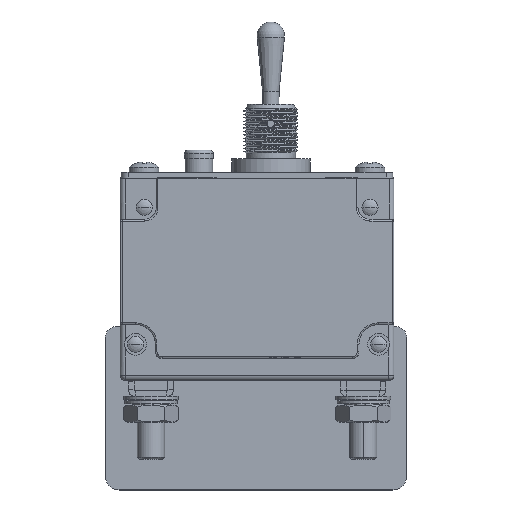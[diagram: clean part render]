
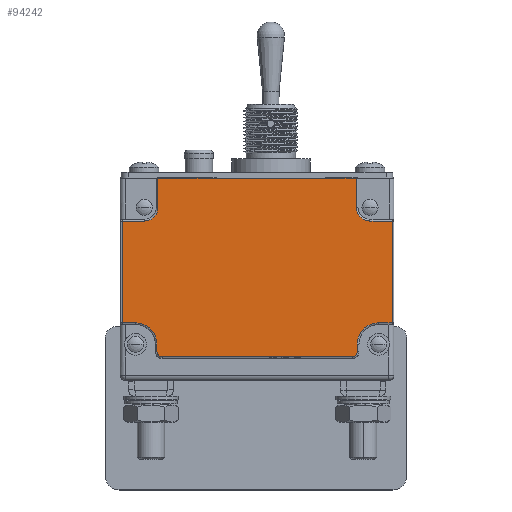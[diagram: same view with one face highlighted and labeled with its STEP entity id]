
A CAD part, top view. The second image highlights one B-rep face of the part: STEP entity #94242.
In plain terms, the highlighted planar face has unit normal (0, 0, 1).
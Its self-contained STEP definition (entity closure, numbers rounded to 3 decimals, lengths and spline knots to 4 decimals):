
#9058=DIRECTION('',(0.,1.,0.));
#9059=VECTOR('',#9058,0.9293);
#9060=CARTESIAN_POINT('',(1.1083,-1.1396,
0.372));
#9061=LINE('',#9060,#9059);
#9062=DIRECTION('',(1.,0.,0.));
#9063=VECTOR('',#9062,0.1233);
#9064=CARTESIAN_POINT('',(0.985,-1.1396,0.372));
#9065=LINE('',#9064,#9063);
#9066=CARTESIAN_POINT('',(0.985,-1.335,0.372));
#9067=DIRECTION('',(0.,0.,-1.));
#9068=DIRECTION('',(-1.,0.,0.));
#9069=AXIS2_PLACEMENT_3D('',#9066,#9067,#9068);
#9071=DIRECTION('',(0.,1.,0.));
#9072=VECTOR('',#9071,0.068);
#9073=CARTESIAN_POINT('',(0.7896,-1.403,0.372));
#9074=LINE('',#9073,#9072);
#9075=CARTESIAN_POINT('',(0.743,-1.403,0.372));
#9076=DIRECTION('',(0.,0.,1.));
#9077=DIRECTION('',(0.,-1.,0.));
#9078=AXIS2_PLACEMENT_3D('',#9075,#9076,#9077);
#9080=DIRECTION('',(1.,0.,0.));
#9081=VECTOR('',#9080,1.736);
#9082=CARTESIAN_POINT('',(-0.993,-1.4496,0.372));
#9083=LINE('',#9082,#9081);
#9084=CARTESIAN_POINT('',(-0.993,-1.403,0.372));
#9085=DIRECTION('',(0.,0.,1.));
#9086=DIRECTION('',(-1.,0.,0.));
#9087=AXIS2_PLACEMENT_3D('',#9084,#9085,#9086);
#9089=DIRECTION('',(0.,-1.,0.));
#9090=VECTOR('',#9089,0.068);
#9091=CARTESIAN_POINT('',(-1.0396,-1.335,0.372));
#9092=LINE('',#9091,#9090);
#9093=CARTESIAN_POINT('',(-1.235,-1.335,0.372));
#9094=DIRECTION('',(0.,0.,-1.));
#9095=DIRECTION('',(0.,1.,0.));
#9096=AXIS2_PLACEMENT_3D('',#9093,#9094,#9095);
#9098=DIRECTION('',(1.,0.,0.));
#9099=VECTOR('',#9098,0.1233);
#9100=CARTESIAN_POINT('',(-1.3583,-1.1396,
0.372));
#9101=LINE('',#9100,#9099);
#9102=DIRECTION('',(0.,-1.,0.));
#9103=VECTOR('',#9102,0.9293);
#9104=CARTESIAN_POINT('',(-1.3583,-0.2104,
0.372));
#9105=LINE('',#9104,#9103);
#9106=DIRECTION('',(-1.,0.,0.));
#9107=VECTOR('',#9106,0.2023);
#9108=CARTESIAN_POINT('',(-1.156,-0.2104,0.372));
#9109=LINE('',#9108,#9107);
#9110=CARTESIAN_POINT('',(-1.156,-0.085,0.372));
#9111=DIRECTION('',(0.,0.,-1.));
#9112=DIRECTION('',(1.,0.,0.));
#9113=AXIS2_PLACEMENT_3D('',#9110,#9111,#9112);
#9115=DIRECTION('',(0.,-1.,0.));
#9116=VECTOR('',#9115,0.268);
#9117=CARTESIAN_POINT('',(-1.0306,0.183,
0.372));
#9118=LINE('',#9117,#9116);
#9119=DIRECTION('',(-1.,0.,0.));
#9120=VECTOR('',#9119,0.5306);
#9121=CARTESIAN_POINT('',(-0.5,0.183,0.372));
#9122=LINE('',#9121,#9120);
#9123=DIRECTION('',(0.,-1.,0.));
#9124=VECTOR('',#9123,0.004);
#9125=CARTESIAN_POINT('',(-0.5,0.183,0.372));
#9126=LINE('',#9125,#9124);
#9127=DIRECTION('',(-1.,0.,0.));
#9128=VECTOR('',#9127,1.);
#9129=CARTESIAN_POINT('',(0.5,0.179,0.372));
#9130=LINE('',#9129,#9128);
#9131=DIRECTION('',(0.,-1.,0.));
#9132=VECTOR('',#9131,0.004);
#9133=CARTESIAN_POINT('',(0.5,0.183,0.372));
#9134=LINE('',#9133,#9132);
#9135=DIRECTION('',(-1.,0.,0.));
#9136=VECTOR('',#9135,0.2806);
#9137=CARTESIAN_POINT('',(0.7806,0.183,0.372));
#9138=LINE('',#9137,#9136);
#9139=DIRECTION('',(0.,1.,0.));
#9140=VECTOR('',#9139,0.268);
#9141=CARTESIAN_POINT('',(0.7806,-0.085,0.372));
#9142=LINE('',#9141,#9140);
#9143=CARTESIAN_POINT('',(0.906,-0.085,0.372));
#9144=DIRECTION('',(0.,0.,-1.));
#9145=DIRECTION('',(0.,-1.,0.));
#9146=AXIS2_PLACEMENT_3D('',#9143,#9144,#9145);
#9148=DIRECTION('',(-1.,0.,0.));
#9149=VECTOR('',#9148,0.2023);
#9150=CARTESIAN_POINT('',(1.1083,-0.2104,
0.372));
#9151=LINE('',#9150,#9149);
#72548=CARTESIAN_POINT('',(0.906,-0.2104,0.372));
#72549=CARTESIAN_POINT('',(0.7806,-0.085,0.372));
#72550=VERTEX_POINT('',#72548);
#72551=VERTEX_POINT('',#72549);
#72556=CARTESIAN_POINT('',(-1.0306,-0.085,0.372));
#72557=CARTESIAN_POINT('',(-1.156,-0.2104,0.372));
#72558=VERTEX_POINT('',#72556);
#72559=VERTEX_POINT('',#72557);
#72564=CARTESIAN_POINT('',(0.7896,-1.335,0.372));
#72565=CARTESIAN_POINT('',(0.985,-1.1396,0.372));
#72566=VERTEX_POINT('',#72564);
#72567=VERTEX_POINT('',#72565);
#72572=CARTESIAN_POINT('',(0.7896,-1.403,0.372));
#72573=VERTEX_POINT('',#72572);
#72576=CARTESIAN_POINT('',(0.743,-1.4496,0.372));
#72577=VERTEX_POINT('',#72576);
#72580=CARTESIAN_POINT('',(-0.993,-1.4496,0.372));
#72581=VERTEX_POINT('',#72580);
#72584=CARTESIAN_POINT('',(-1.0396,-1.403,0.372));
#72585=VERTEX_POINT('',#72584);
#72588=CARTESIAN_POINT('',(-1.0396,-1.335,0.372));
#72589=VERTEX_POINT('',#72588);
#72592=CARTESIAN_POINT('',(-1.235,-1.1396,0.372));
#72593=VERTEX_POINT('',#72592);
#73042=CARTESIAN_POINT('',(0.7806,0.183,0.372));
#73043=VERTEX_POINT('',#73042);
#73044=CARTESIAN_POINT('',(-1.0306,0.183,
0.372));
#73045=VERTEX_POINT('',#73044);
#73108=CARTESIAN_POINT('',(1.1083,-0.2104,
0.372));
#73109=VERTEX_POINT('',#73108);
#73110=CARTESIAN_POINT('',(1.1083,-1.1396,
0.372));
#73111=VERTEX_POINT('',#73110);
#73128=CARTESIAN_POINT('',(-1.3583,-1.1396,
0.372));
#73129=VERTEX_POINT('',#73128);
#73130=CARTESIAN_POINT('',(-1.3583,-0.2104,
0.372));
#73131=VERTEX_POINT('',#73130);
#73225=CARTESIAN_POINT('',(0.5,0.179,0.372));
#73226=CARTESIAN_POINT('',(-0.5,0.179,0.372));
#73227=VERTEX_POINT('',#73225);
#73228=VERTEX_POINT('',#73226);
#73233=CARTESIAN_POINT('',(0.5,0.183,0.372));
#73234=VERTEX_POINT('',#73233);
#73235=CARTESIAN_POINT('',(-0.5,0.183,0.372));
#73236=VERTEX_POINT('',#73235);
#94195=CARTESIAN_POINT('',(0.,0.,0.372));
#94196=DIRECTION('',(0.,0.,-1.));
#94197=DIRECTION('',(-1.,0.,0.));
#94198=AXIS2_PLACEMENT_3D('',#94195,#94196,#94197);
#94199=PLANE('',#94198);
#94201=ORIENTED_EDGE('',*,*,#94200,.F.);
#94203=ORIENTED_EDGE('',*,*,#94202,.F.);
#94205=ORIENTED_EDGE('',*,*,#94204,.F.);
#94207=ORIENTED_EDGE('',*,*,#94206,.F.);
#94209=ORIENTED_EDGE('',*,*,#94208,.F.);
#94211=ORIENTED_EDGE('',*,*,#94210,.F.);
#94213=ORIENTED_EDGE('',*,*,#94212,.F.);
#94215=ORIENTED_EDGE('',*,*,#94214,.F.);
#94217=ORIENTED_EDGE('',*,*,#94216,.F.);
#94219=ORIENTED_EDGE('',*,*,#94218,.F.);
#94221=ORIENTED_EDGE('',*,*,#94220,.F.);
#94223=ORIENTED_EDGE('',*,*,#94222,.F.);
#94225=ORIENTED_EDGE('',*,*,#94224,.F.);
#94226=ORIENTED_EDGE('',*,*,#93817,.F.);
#94228=ORIENTED_EDGE('',*,*,#94227,.F.);
#94230=ORIENTED_EDGE('',*,*,#94229,.T.);
#94232=ORIENTED_EDGE('',*,*,#94231,.F.);
#94233=ORIENTED_EDGE('',*,*,#94174,.F.);
#94234=ORIENTED_EDGE('',*,*,#94189,.F.);
#94235=ORIENTED_EDGE('',*,*,#93866,.F.);
#94237=ORIENTED_EDGE('',*,*,#94236,.F.);
#94239=ORIENTED_EDGE('',*,*,#94238,.F.);
#94240=EDGE_LOOP('',(#94201,#94203,#94205,#94207,#94209,#94211,#94213,#94215,
#94217,#94219,#94221,#94223,#94225,#94226,#94228,#94230,#94232,#94233,#94234,
#94235,#94237,#94239));
#94241=FACE_OUTER_BOUND('',#94240,.F.);
#9070=CIRCLE('',#9069,0.1954);
#9079=CIRCLE('',#9078,0.0466);
#9088=CIRCLE('',#9087,0.0466);
#9097=CIRCLE('',#9096,0.1954);
#9114=CIRCLE('',#9113,0.1254);
#9147=CIRCLE('',#9146,0.1254);
#93817=EDGE_CURVE('',#73045,#72558,#9118,.T.);
#93866=EDGE_CURVE('',#72551,#73043,#9142,.T.);
#94174=EDGE_CURVE('',#73234,#73227,#9134,.T.);
#94189=EDGE_CURVE('',#73043,#73234,#9138,.T.);
#94200=EDGE_CURVE('',#73111,#73109,#9061,.T.);
#94202=EDGE_CURVE('',#72567,#73111,#9065,.T.);
#94204=EDGE_CURVE('',#72566,#72567,#9070,.T.);
#94206=EDGE_CURVE('',#72573,#72566,#9074,.T.);
#94208=EDGE_CURVE('',#72577,#72573,#9079,.T.);
#94210=EDGE_CURVE('',#72581,#72577,#9083,.T.);
#94212=EDGE_CURVE('',#72585,#72581,#9088,.T.);
#94214=EDGE_CURVE('',#72589,#72585,#9092,.T.);
#94216=EDGE_CURVE('',#72593,#72589,#9097,.T.);
#94218=EDGE_CURVE('',#73129,#72593,#9101,.T.);
#94220=EDGE_CURVE('',#73131,#73129,#9105,.T.);
#94222=EDGE_CURVE('',#72559,#73131,#9109,.T.);
#94224=EDGE_CURVE('',#72558,#72559,#9114,.T.);
#94227=EDGE_CURVE('',#73236,#73045,#9122,.T.);
#94229=EDGE_CURVE('',#73236,#73228,#9126,.T.);
#94231=EDGE_CURVE('',#73227,#73228,#9130,.T.);
#94236=EDGE_CURVE('',#72550,#72551,#9147,.T.);
#94238=EDGE_CURVE('',#73109,#72550,#9151,.T.);
#94242=ADVANCED_FACE('',(#94241),#94199,.F.);
